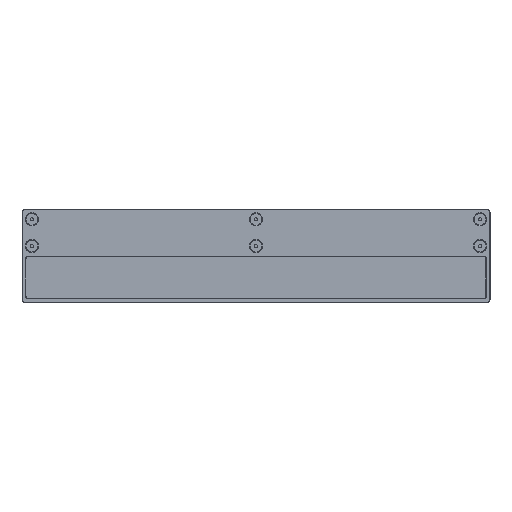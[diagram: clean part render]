
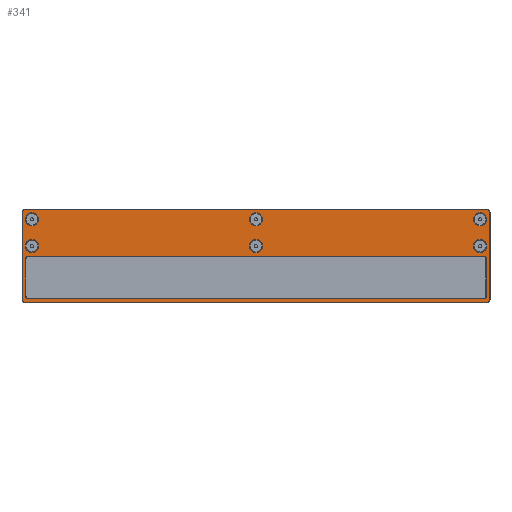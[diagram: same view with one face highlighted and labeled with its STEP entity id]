
A CAD part, top view. The second image highlights one B-rep face of the part: STEP entity #341.
In plain terms, the highlighted planar face has unit normal (0, 0, 1).
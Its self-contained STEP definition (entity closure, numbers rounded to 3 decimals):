
#121 = VERTEX_POINT('',#122);
#122 = CARTESIAN_POINT('',(-0.57,-3.39,-8.));
#129 = EDGE_CURVE('',#121,#130,#132,.T.);
#130 = VERTEX_POINT('',#131);
#131 = CARTESIAN_POINT('',(-0.57,-73.23,-8.));
#132 = LINE('',#133,#134);
#133 = CARTESIAN_POINT('',(-0.57,-3.39,-8.));
#134 = VECTOR('',#135,1.);
#135 = DIRECTION('',(0.,-1.,0.));
#224 = VERTEX_POINT('',#225);
#225 = CARTESIAN_POINT('',(1.73,-1.09,-8.));
#234 = EDGE_CURVE('',#224,#121,#235,.T.);
#235 = CIRCLE('',#236,2.3);
#236 = AXIS2_PLACEMENT_3D('',#237,#238,#239);
#237 = CARTESIAN_POINT('',(1.73,-3.39,-8.));
#238 = DIRECTION('',(0.,0.,1.));
#239 = DIRECTION('',(0.,1.,0.));
#341 = ADVANCED_FACE('',(#342,#395,#465,#476,#487,#498,#509,#520),#531,
  .T.);
#342 = FACE_BOUND('',#343,.T.);
#343 = EDGE_LOOP('',(#344,#345,#346,#355,#363,#372,#380,#389));
#344 = ORIENTED_EDGE('',*,*,#234,.T.);
#345 = ORIENTED_EDGE('',*,*,#129,.T.);
#346 = ORIENTED_EDGE('',*,*,#347,.T.);
#347 = EDGE_CURVE('',#130,#348,#350,.T.);
#348 = VERTEX_POINT('',#349);
#349 = CARTESIAN_POINT('',(1.73,-75.53,-8.));
#350 = CIRCLE('',#351,2.3);
#351 = AXIS2_PLACEMENT_3D('',#352,#353,#354);
#352 = CARTESIAN_POINT('',(1.73,-73.23,-8.));
#353 = DIRECTION('',(0.,0.,1.));
#354 = DIRECTION('',(-1.,0.,0.));
#355 = ORIENTED_EDGE('',*,*,#356,.T.);
#356 = EDGE_CURVE('',#348,#357,#359,.T.);
#357 = VERTEX_POINT('',#358);
#358 = CARTESIAN_POINT('',(372.13,-75.53,-8.));
#359 = LINE('',#360,#361);
#360 = CARTESIAN_POINT('',(1.73,-75.53,-8.));
#361 = VECTOR('',#362,1.);
#362 = DIRECTION('',(1.,0.,0.));
#363 = ORIENTED_EDGE('',*,*,#364,.T.);
#364 = EDGE_CURVE('',#357,#365,#367,.T.);
#365 = VERTEX_POINT('',#366);
#366 = CARTESIAN_POINT('',(374.43,-73.23,-8.));
#367 = CIRCLE('',#368,2.3);
#368 = AXIS2_PLACEMENT_3D('',#369,#370,#371);
#369 = CARTESIAN_POINT('',(372.13,-73.23,-8.));
#370 = DIRECTION('',(-0.,0.,1.));
#371 = DIRECTION('',(0.,-1.,0.));
#372 = ORIENTED_EDGE('',*,*,#373,.T.);
#373 = EDGE_CURVE('',#365,#374,#376,.T.);
#374 = VERTEX_POINT('',#375);
#375 = CARTESIAN_POINT('',(374.43,-3.39,-8.));
#376 = LINE('',#377,#378);
#377 = CARTESIAN_POINT('',(374.43,-73.23,-8.));
#378 = VECTOR('',#379,1.);
#379 = DIRECTION('',(0.,1.,0.));
#380 = ORIENTED_EDGE('',*,*,#381,.T.);
#381 = EDGE_CURVE('',#374,#382,#384,.T.);
#382 = VERTEX_POINT('',#383);
#383 = CARTESIAN_POINT('',(372.13,-1.09,-8.));
#384 = CIRCLE('',#385,2.3);
#385 = AXIS2_PLACEMENT_3D('',#386,#387,#388);
#386 = CARTESIAN_POINT('',(372.13,-3.39,-8.));
#387 = DIRECTION('',(-0.,0.,1.));
#388 = DIRECTION('',(1.,0.,0.));
#389 = ORIENTED_EDGE('',*,*,#390,.T.);
#390 = EDGE_CURVE('',#382,#224,#391,.T.);
#391 = LINE('',#392,#393);
#392 = CARTESIAN_POINT('',(372.13,-1.09,-8.));
#393 = VECTOR('',#394,1.);
#394 = DIRECTION('',(-1.,0.,0.));
#395 = FACE_BOUND('',#396,.T.);
#396 = EDGE_LOOP('',(#397,#407,#416,#424,#433,#441,#450,#458));
#397 = ORIENTED_EDGE('',*,*,#398,.T.);
#398 = EDGE_CURVE('',#399,#401,#403,.T.);
#399 = VERTEX_POINT('',#400);
#400 = CARTESIAN_POINT('',(2.22,-70.73,-8.));
#401 = VERTEX_POINT('',#402);
#402 = CARTESIAN_POINT('',(2.22,-40.37,-8.));
#403 = LINE('',#404,#405);
#404 = CARTESIAN_POINT('',(2.22,-70.73,-8.));
#405 = VECTOR('',#406,1.);
#406 = DIRECTION('',(0.,1.,0.));
#407 = ORIENTED_EDGE('',*,*,#408,.F.);
#408 = EDGE_CURVE('',#409,#401,#411,.T.);
#409 = VERTEX_POINT('',#410);
#410 = CARTESIAN_POINT('',(4.22,-38.37,-8.));
#411 = CIRCLE('',#412,2.);
#412 = AXIS2_PLACEMENT_3D('',#413,#414,#415);
#413 = CARTESIAN_POINT('',(4.22,-40.37,-8.));
#414 = DIRECTION('',(0.,0.,1.));
#415 = DIRECTION('',(1.,0.,0.));
#416 = ORIENTED_EDGE('',*,*,#417,.T.);
#417 = EDGE_CURVE('',#409,#418,#420,.T.);
#418 = VERTEX_POINT('',#419);
#419 = CARTESIAN_POINT('',(369.62,-38.37,-8.));
#420 = LINE('',#421,#422);
#421 = CARTESIAN_POINT('',(4.22,-38.37,-8.));
#422 = VECTOR('',#423,1.);
#423 = DIRECTION('',(1.,0.,0.));
#424 = ORIENTED_EDGE('',*,*,#425,.F.);
#425 = EDGE_CURVE('',#426,#418,#428,.T.);
#426 = VERTEX_POINT('',#427);
#427 = CARTESIAN_POINT('',(371.62,-40.32,-8.));
#428 = CIRCLE('',#429,2.);
#429 = AXIS2_PLACEMENT_3D('',#430,#431,#432);
#430 = CARTESIAN_POINT('',(369.62,-40.37,-8.));
#431 = DIRECTION('',(0.,0.,1.));
#432 = DIRECTION('',(1.,0.,0.));
#433 = ORIENTED_EDGE('',*,*,#434,.T.);
#434 = EDGE_CURVE('',#426,#435,#437,.T.);
#435 = VERTEX_POINT('',#436);
#436 = CARTESIAN_POINT('',(371.62,-70.78,-8.));
#437 = LINE('',#438,#439);
#438 = CARTESIAN_POINT('',(371.62,-40.32,-8.));
#439 = VECTOR('',#440,1.);
#440 = DIRECTION('',(0.,-1.,0.));
#441 = ORIENTED_EDGE('',*,*,#442,.F.);
#442 = EDGE_CURVE('',#443,#435,#445,.T.);
#443 = VERTEX_POINT('',#444);
#444 = CARTESIAN_POINT('',(369.62,-72.73,-8.));
#445 = CIRCLE('',#446,2.);
#446 = AXIS2_PLACEMENT_3D('',#447,#448,#449);
#447 = CARTESIAN_POINT('',(369.62,-70.73,-8.));
#448 = DIRECTION('',(0.,0.,1.));
#449 = DIRECTION('',(1.,0.,0.));
#450 = ORIENTED_EDGE('',*,*,#451,.T.);
#451 = EDGE_CURVE('',#443,#452,#454,.T.);
#452 = VERTEX_POINT('',#453);
#453 = CARTESIAN_POINT('',(4.22,-72.73,-8.));
#454 = LINE('',#455,#456);
#455 = CARTESIAN_POINT('',(369.62,-72.73,-8.));
#456 = VECTOR('',#457,1.);
#457 = DIRECTION('',(-1.,0.,0.));
#458 = ORIENTED_EDGE('',*,*,#459,.F.);
#459 = EDGE_CURVE('',#399,#452,#460,.T.);
#460 = CIRCLE('',#461,2.);
#461 = AXIS2_PLACEMENT_3D('',#462,#463,#464);
#462 = CARTESIAN_POINT('',(4.22,-70.73,-8.));
#463 = DIRECTION('',(0.,0.,1.));
#464 = DIRECTION('',(1.,0.,0.));
#465 = FACE_BOUND('',#466,.T.);
#466 = EDGE_LOOP('',(#467));
#467 = ORIENTED_EDGE('',*,*,#468,.F.);
#468 = EDGE_CURVE('',#469,#469,#471,.T.);
#469 = VERTEX_POINT('',#470);
#470 = CARTESIAN_POINT('',(12.378,-8.84,-8.));
#471 = CIRCLE('',#472,5.2);
#472 = AXIS2_PLACEMENT_3D('',#473,#474,#475);
#473 = CARTESIAN_POINT('',(7.178,-8.84,-8.));
#474 = DIRECTION('',(0.,-0.,1.));
#475 = DIRECTION('',(1.,0.,0.));
#476 = FACE_BOUND('',#477,.T.);
#477 = EDGE_LOOP('',(#478));
#478 = ORIENTED_EDGE('',*,*,#479,.F.);
#479 = EDGE_CURVE('',#480,#480,#482,.T.);
#480 = VERTEX_POINT('',#481);
#481 = CARTESIAN_POINT('',(12.378,-30.31,-8.));
#482 = CIRCLE('',#483,5.2);
#483 = AXIS2_PLACEMENT_3D('',#484,#485,#486);
#484 = CARTESIAN_POINT('',(7.178,-30.31,-8.));
#485 = DIRECTION('',(0.,0.,1.));
#486 = DIRECTION('',(1.,0.,-0.));
#487 = FACE_BOUND('',#488,.T.);
#488 = EDGE_LOOP('',(#489));
#489 = ORIENTED_EDGE('',*,*,#490,.F.);
#490 = EDGE_CURVE('',#491,#491,#493,.T.);
#491 = VERTEX_POINT('',#492);
#492 = CARTESIAN_POINT('',(192.128,-8.84,-8.));
#493 = CIRCLE('',#494,5.2);
#494 = AXIS2_PLACEMENT_3D('',#495,#496,#497);
#495 = CARTESIAN_POINT('',(186.928,-8.84,-8.));
#496 = DIRECTION('',(0.,-0.,1.));
#497 = DIRECTION('',(1.,0.,0.));
#498 = FACE_BOUND('',#499,.T.);
#499 = EDGE_LOOP('',(#500));
#500 = ORIENTED_EDGE('',*,*,#501,.F.);
#501 = EDGE_CURVE('',#502,#502,#504,.T.);
#502 = VERTEX_POINT('',#503);
#503 = CARTESIAN_POINT('',(192.128,-30.31,-8.));
#504 = CIRCLE('',#505,5.2);
#505 = AXIS2_PLACEMENT_3D('',#506,#507,#508);
#506 = CARTESIAN_POINT('',(186.928,-30.31,-8.));
#507 = DIRECTION('',(0.,0.,1.));
#508 = DIRECTION('',(1.,0.,-0.));
#509 = FACE_BOUND('',#510,.T.);
#510 = EDGE_LOOP('',(#511));
#511 = ORIENTED_EDGE('',*,*,#512,.F.);
#512 = EDGE_CURVE('',#513,#513,#515,.T.);
#513 = VERTEX_POINT('',#514);
#514 = CARTESIAN_POINT('',(371.878,-8.84,-8.));
#515 = CIRCLE('',#516,5.2);
#516 = AXIS2_PLACEMENT_3D('',#517,#518,#519);
#517 = CARTESIAN_POINT('',(366.678,-8.84,-8.));
#518 = DIRECTION('',(0.,-0.,1.));
#519 = DIRECTION('',(1.,0.,0.));
#520 = FACE_BOUND('',#521,.T.);
#521 = EDGE_LOOP('',(#522));
#522 = ORIENTED_EDGE('',*,*,#523,.F.);
#523 = EDGE_CURVE('',#524,#524,#526,.T.);
#524 = VERTEX_POINT('',#525);
#525 = CARTESIAN_POINT('',(371.878,-30.31,-8.));
#526 = CIRCLE('',#527,5.2);
#527 = AXIS2_PLACEMENT_3D('',#528,#529,#530);
#528 = CARTESIAN_POINT('',(366.678,-30.31,-8.));
#529 = DIRECTION('',(0.,0.,1.));
#530 = DIRECTION('',(1.,0.,-0.));
#531 = PLANE('',#532);
#532 = AXIS2_PLACEMENT_3D('',#533,#534,#535);
#533 = CARTESIAN_POINT('',(186.925,-46.05,-8.));
#534 = DIRECTION('',(0.,0.,1.));
#535 = DIRECTION('',(0.,1.,0.));
